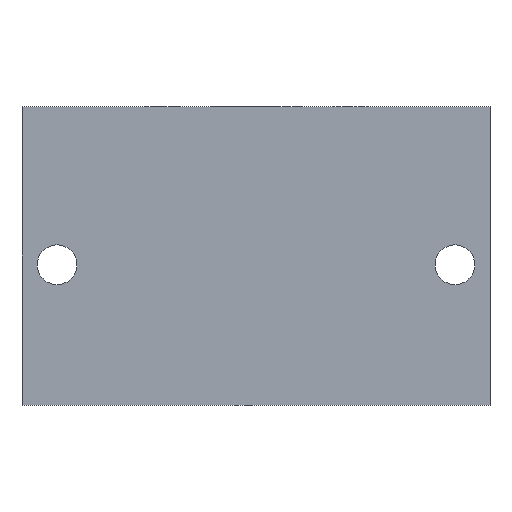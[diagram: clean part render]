
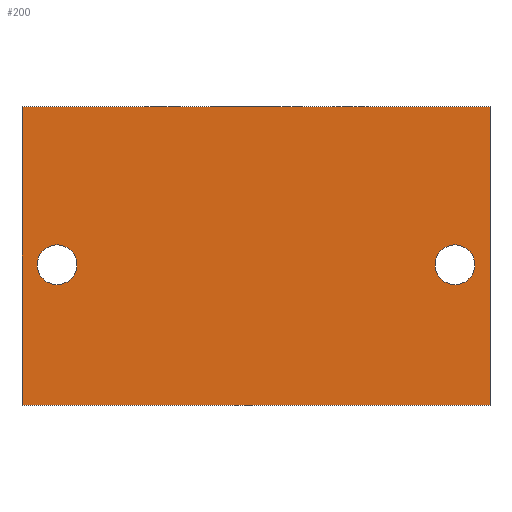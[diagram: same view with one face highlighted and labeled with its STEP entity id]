
A CAD part, front view. The second image highlights one B-rep face of the part: STEP entity #200.
In plain terms, the highlighted face is planar.
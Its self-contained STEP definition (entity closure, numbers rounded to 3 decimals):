
#1 = VERTEX_POINT ( 'NONE', #606 ) ;
#18 = CARTESIAN_POINT ( 'NONE',  ( 12., 3., 1.5 ) ) ;
#25 = CARTESIAN_POINT ( 'NONE',  ( 24., 40., 1.5 ) ) ;
#43 = VERTEX_POINT ( 'NONE', #729 ) ;
#49 = ORIENTED_EDGE ( 'NONE', *, *, #262, .T. ) ;
#61 = EDGE_LOOP ( 'NONE', ( #544, #665 ) ) ;
#70 = LINE ( 'NONE', #25, #328 ) ;
#71 = VECTOR ( 'NONE', #752, 1000. ) ;
#80 = LINE ( 'NONE', #744, #223 ) ;
#82 = VECTOR ( 'NONE', #697, 1000. ) ;
#84 = ORIENTED_EDGE ( 'NONE', *, *, #504, .F. ) ;
#105 = EDGE_LOOP ( 'NONE', ( #715, #49 ) ) ;
#131 = DIRECTION ( 'NONE',  ( 0., -1., 0. ) ) ;
#135 = CARTESIAN_POINT ( 'NONE',  ( -1.5, 40., 1.5 ) ) ;
#175 = CIRCLE ( 'NONE', #283, 1.7 ) ;
#177 = ORIENTED_EDGE ( 'NONE', *, *, #562, .T. ) ;
#187 = DIRECTION ( 'NONE',  ( 0., -1., 0. ) ) ;
#200 = ADVANCED_FACE ( 'NONE', ( #626, #497, #371 ), #381, .F. ) ;
#202 = DIRECTION ( 'NONE',  ( -1., 0., 0. ) ) ;
#204 = DIRECTION ( 'NONE',  ( 0., 0., -1. ) ) ;
#211 = LINE ( 'NONE', #447, #82 ) ;
#223 = VECTOR ( 'NONE', #131, 1000. ) ;
#228 = VERTEX_POINT ( 'NONE', #393 ) ;
#233 = EDGE_CURVE ( 'NONE', #485, #356, #80, .T. ) ;
#249 = AXIS2_PLACEMENT_3D ( 'NONE', #446, #490, #389 ) ;
#250 = CARTESIAN_POINT ( 'NONE',  ( -1.5, 40., 1.5 ) ) ;
#262 = EDGE_CURVE ( 'NONE', #769, #1, #676, .T. ) ;
#268 = DIRECTION ( 'NONE',  ( -1., 0., 0. ) ) ;
#283 = AXIS2_PLACEMENT_3D ( 'NONE', #767, #204, #268 ) ;
#285 = CARTESIAN_POINT ( 'NONE',  ( 13.7, 37., 1.5 ) ) ;
#291 = CARTESIAN_POINT ( 'NONE',  ( 12., 3., 1.5 ) ) ;
#301 = EDGE_CURVE ( 'NONE', #469, #780, #70, .T. ) ;
#328 = VECTOR ( 'NONE', #187, 1000. ) ;
#356 = VERTEX_POINT ( 'NONE', #503 ) ;
#371 = FACE_OUTER_BOUND ( 'NONE', #795, .T. ) ;
#381 = PLANE ( 'NONE',  #773 ) ;
#389 = DIRECTION ( 'NONE',  ( -1., 0., 0. ) ) ;
#393 = CARTESIAN_POINT ( 'NONE',  ( 13.7, 3., 1.5 ) ) ;
#412 = CIRCLE ( 'NONE', #514, 1.7 ) ;
#443 = DIRECTION ( 'NONE',  ( 0., 0., -1. ) ) ;
#446 = CARTESIAN_POINT ( 'NONE',  ( 12., 37., 1.5 ) ) ;
#447 = CARTESIAN_POINT ( 'NONE',  ( -1.5, 40., 1.5 ) ) ;
#460 = ORIENTED_EDGE ( 'NONE', *, *, #233, .T. ) ;
#469 = VERTEX_POINT ( 'NONE', #500 ) ;
#471 = EDGE_CURVE ( 'NONE', #1, #769, #175, .T. ) ;
#485 = VERTEX_POINT ( 'NONE', #135 ) ;
#490 = DIRECTION ( 'NONE',  ( 0., 0., -1. ) ) ;
#497 = FACE_BOUND ( 'NONE', #105, .T. ) ;
#500 = CARTESIAN_POINT ( 'NONE',  ( 24., 40., 1.5 ) ) ;
#503 = CARTESIAN_POINT ( 'NONE',  ( -1.5, 0., 1.5 ) ) ;
#504 = EDGE_CURVE ( 'NONE', #485, #469, #211, .T. ) ;
#514 = AXIS2_PLACEMENT_3D ( 'NONE', #18, #443, #694 ) ;
#517 = CARTESIAN_POINT ( 'NONE',  ( 24., 0., 1.5 ) ) ;
#528 = DIRECTION ( 'NONE',  ( -1., 0., 0. ) ) ;
#544 = ORIENTED_EDGE ( 'NONE', *, *, #588, .T. ) ;
#562 = EDGE_CURVE ( 'NONE', #356, #780, #566, .T. ) ;
#566 = LINE ( 'NONE', #646, #71 ) ;
#588 = EDGE_CURVE ( 'NONE', #43, #228, #412, .T. ) ;
#606 = CARTESIAN_POINT ( 'NONE',  ( 10.3, 37., 1.5 ) ) ;
#613 = EDGE_CURVE ( 'NONE', #228, #43, #768, .T. ) ;
#626 = FACE_BOUND ( 'NONE', #61, .T. ) ;
#646 = CARTESIAN_POINT ( 'NONE',  ( -1.5, 0., 1.5 ) ) ;
#665 = ORIENTED_EDGE ( 'NONE', *, *, #613, .T. ) ;
#676 = CIRCLE ( 'NONE', #249, 1.7 ) ;
#684 = DIRECTION ( 'NONE',  ( 0., 0., -1. ) ) ;
#694 = DIRECTION ( 'NONE',  ( -1., 0., 0. ) ) ;
#697 = DIRECTION ( 'NONE',  ( 1., 0., 0. ) ) ;
#710 = DIRECTION ( 'NONE',  ( 0., 0., -1. ) ) ;
#715 = ORIENTED_EDGE ( 'NONE', *, *, #471, .T. ) ;
#727 = ORIENTED_EDGE ( 'NONE', *, *, #301, .F. ) ;
#729 = CARTESIAN_POINT ( 'NONE',  ( 10.3, 3., 1.5 ) ) ;
#739 = AXIS2_PLACEMENT_3D ( 'NONE', #291, #710, #528 ) ;
#744 = CARTESIAN_POINT ( 'NONE',  ( -1.5, 40., 1.5 ) ) ;
#752 = DIRECTION ( 'NONE',  ( 1., 0., 0. ) ) ;
#767 = CARTESIAN_POINT ( 'NONE',  ( 12., 37., 1.5 ) ) ;
#768 = CIRCLE ( 'NONE', #739, 1.7 ) ;
#769 = VERTEX_POINT ( 'NONE', #285 ) ;
#773 = AXIS2_PLACEMENT_3D ( 'NONE', #250, #684, #202 ) ;
#780 = VERTEX_POINT ( 'NONE', #517 ) ;
#795 = EDGE_LOOP ( 'NONE', ( #177, #727, #84, #460 ) ) ;
